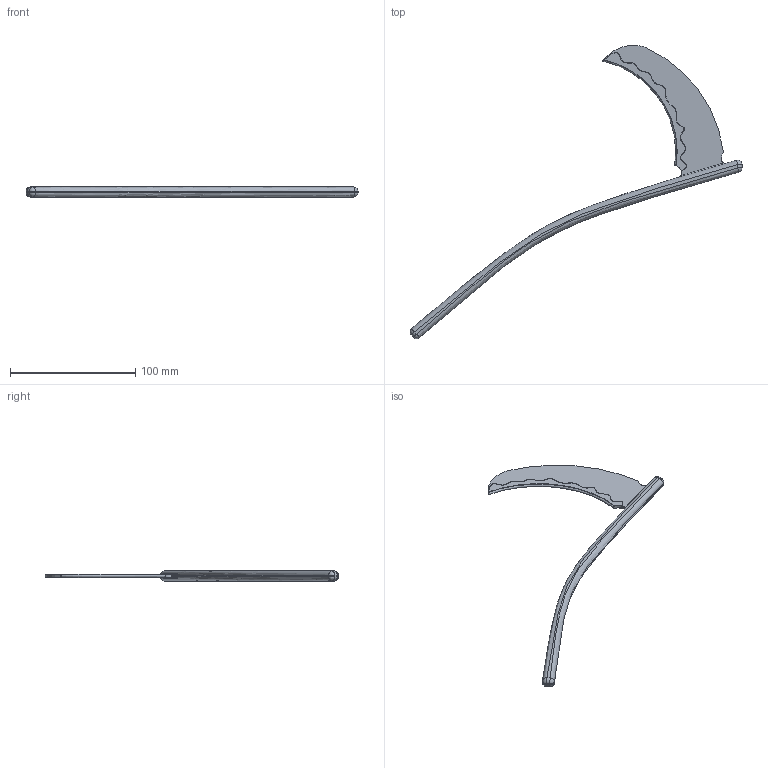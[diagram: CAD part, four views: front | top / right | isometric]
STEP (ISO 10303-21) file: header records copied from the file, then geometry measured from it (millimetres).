
FILE_DESCRIPTION(/* description */ (''),/* implementation_level */ '2;1');
FILE_NAME(/* name */ 'Scythe.step',/* time_stamp */ '2025-11-16T12:09:35Z',/* author */ (''),/* organization */ (''),/* preprocessor_version */ 'ST-DEVELOPER v20.1',/* originating_system */ 'Autodesk Translation Framework v14.17.0.0',/* authorisation */ '');
FILE_SCHEMA (('AUTOMOTIVE_DESIGN { 1 0 10303 214 3 1 1 }'));
Length unit declared in the file: millimetre
Products named in the file (1): 2025-10-27-20-00-49-779
Bounding box: 264.96 x 234.14 x 8 mm (x, y, z)
Volume: 25781 mm3; surface area: 16321.7 mm2
Topology: 1 solids, 1 shells, 53 faces, 118 edges, 67 vertices
Faces by surface type: bspline 22, cylinder 10, plane 8, sphere 8, torus 5
Entity records: 3976 total; most frequent: CARTESIAN_POINT 2880, ORIENTED_EDGE 236, DIRECTION 168, EDGE_CURVE 118, AXIS2_PLACEMENT_3D 77, VERTEX_POINT 67, B_SPLINE_CURVE_WITH_KNOTS 58, FACE_OUTER_BOUND 53
